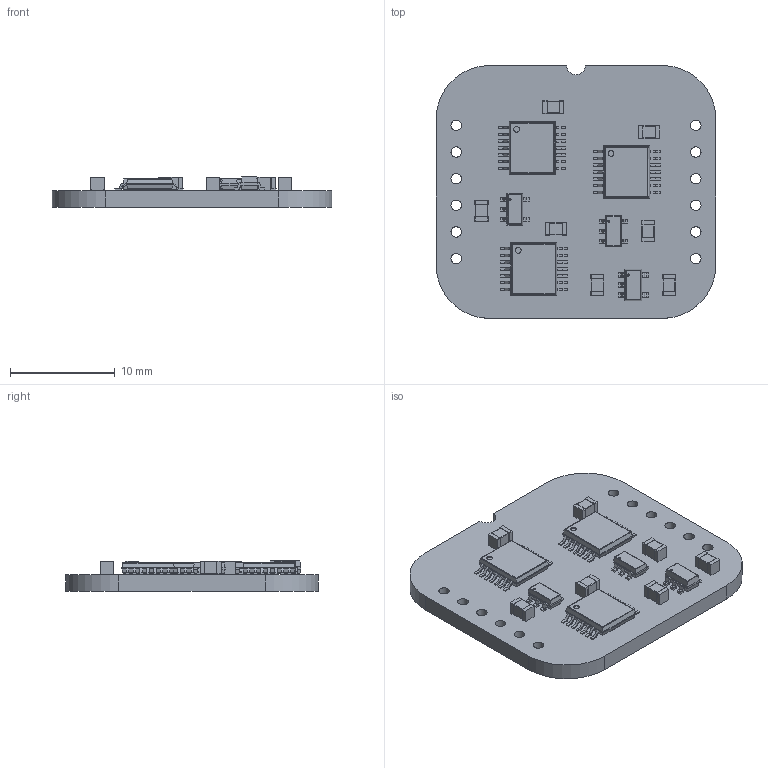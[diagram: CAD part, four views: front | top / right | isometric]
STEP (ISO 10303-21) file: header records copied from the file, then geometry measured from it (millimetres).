
FILE_DESCRIPTION(('KiCad electronic assembly'),'2;1');
FILE_NAME('Clock Transition.step','2024-06-17T20:07:57',('Pcbnew'),( 'Kicad'),'Open CASCADE STEP processor 7.8','KiCad to STEP converter' ,'Unknown');
FILE_SCHEMA(('AUTOMOTIVE_DESIGN { 1 0 10303 214 1 1 1 1 }'));
Length unit declared in the file: millimetre
Products named in the file (10): Clock Transition 1; 74LVC74APW,118; ASSEMBLY; M74VHC1G126DTT1G; C_0805_2012Metric; AP7365-33WG-7; Clock Transition_PCB
Assembly tree (18 placements, depth 3):
  Clock Transition 1
    74LVC74APW,118  x3
      ASSEMBLY
    M74VHC1G126DTT1G  x2
      ASSEMBLY
    C_0805_2012Metric  x7
      C_0805_2012Metric
    AP7365-33WG-7
      ASSEMBLY
    Clock Transition_PCB
Bounding box: 26.67 x 24.13 x 2.95 mm (x, y, z)
Volume: 1077.6 mm3; surface area: 1810.5 mm2
Topology: 71 solids, 71 shells, 1105 faces, 2733 edges, 1790 vertices
Faces by surface type: plane 779, cylinder 326
Full cylindrical faces by diameter (mm): 0.188 x2, 0.2 x1, 0.55 x3, 1 x12
Entity records: 13218 total; most frequent: CARTESIAN_POINT 2224, DIRECTION 2213, ORIENTED_EDGE 2142, EDGE_CURVE 1071, LINE 839, VECTOR 839, VERTEX_POINT 698, AXIS2_PLACEMENT_3D 687
